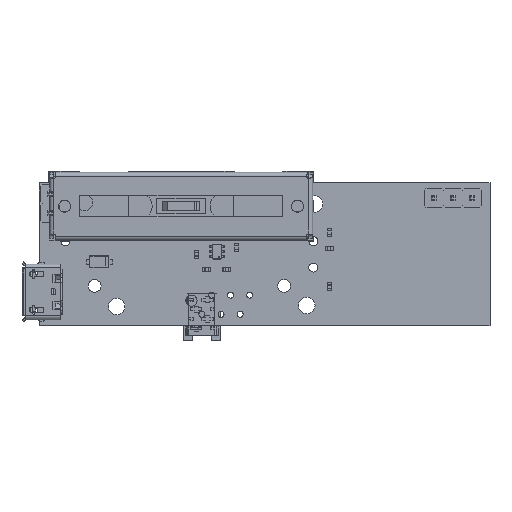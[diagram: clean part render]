
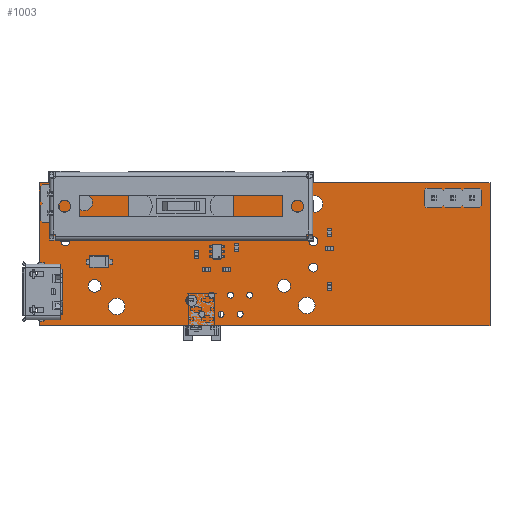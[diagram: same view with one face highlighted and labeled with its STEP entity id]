
A CAD part, top view. The second image highlights one B-rep face of the part: STEP entity #1003.
In plain terms, the highlighted planar face has unit normal (0, 0, 1).
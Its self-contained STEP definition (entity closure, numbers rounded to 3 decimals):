
#125 = VERTEX_POINT('',#126);
#126 = CARTESIAN_POINT('',(80.,-121.,0.));
#143 = VERTEX_POINT('',#144);
#144 = CARTESIAN_POINT('',(80.,-140.,0.));
#150 = EDGE_CURVE('',#125,#143,#151,.T.);
#151 = LINE('',#152,#153);
#152 = CARTESIAN_POINT('',(80.,-121.,0.));
#153 = VECTOR('',#154,1.);
#154 = DIRECTION('',(0.,-1.,0.));
#165 = VERTEX_POINT('',#166);
#166 = CARTESIAN_POINT('',(140.,-121.,0.));
#181 = EDGE_CURVE('',#165,#125,#182,.T.);
#182 = LINE('',#183,#184);
#183 = CARTESIAN_POINT('',(140.,-121.,0.));
#184 = VECTOR('',#185,1.);
#185 = DIRECTION('',(-1.,0.,0.));
#205 = VERTEX_POINT('',#206);
#206 = CARTESIAN_POINT('',(140.,-140.,0.));
#212 = EDGE_CURVE('',#143,#205,#213,.T.);
#213 = LINE('',#214,#215);
#214 = CARTESIAN_POINT('',(80.,-140.,0.));
#215 = VECTOR('',#216,1.);
#216 = DIRECTION('',(1.,0.,0.));
#234 = EDGE_CURVE('',#205,#165,#235,.T.);
#235 = LINE('',#236,#237);
#236 = CARTESIAN_POINT('',(140.,-140.,0.));
#237 = VECTOR('',#238,1.);
#238 = DIRECTION('',(0.,1.,0.));
#249 = VERTEX_POINT('',#250);
#250 = CARTESIAN_POINT('',(102.94,-135.52,0.));
#266 = EDGE_CURVE('',#249,#249,#267,.T.);
#267 = CIRCLE('',#268,0.4);
#268 = AXIS2_PLACEMENT_3D('',#269,#270,#271);
#269 = CARTESIAN_POINT('',(102.94,-135.92,0.));
#270 = DIRECTION('',(0.,0.,1.));
#271 = DIRECTION('',(0.,1.,-0.));
#282 = VERTEX_POINT('',#283);
#283 = CARTESIAN_POINT('',(101.67,-138.06,0.));
#299 = EDGE_CURVE('',#282,#282,#300,.T.);
#300 = CIRCLE('',#301,0.4);
#301 = AXIS2_PLACEMENT_3D('',#302,#303,#304);
#302 = CARTESIAN_POINT('',(101.67,-138.46,0.));
#303 = DIRECTION('',(0.,0.,1.));
#304 = DIRECTION('',(0.,1.,-0.));
#315 = VERTEX_POINT('',#316);
#316 = CARTESIAN_POINT('',(100.27,-135.91,0.));
#332 = EDGE_CURVE('',#315,#315,#333,.T.);
#333 = CIRCLE('',#334,0.75);
#334 = AXIS2_PLACEMENT_3D('',#335,#336,#337);
#335 = CARTESIAN_POINT('',(100.27,-136.66,0.));
#336 = DIRECTION('',(0.,0.,1.));
#337 = DIRECTION('',(0.,1.,-0.));
#348 = VERTEX_POINT('',#349);
#349 = CARTESIAN_POINT('',(108.02,-135.52,0.));
#365 = EDGE_CURVE('',#348,#348,#366,.T.);
#366 = CIRCLE('',#367,0.4);
#367 = AXIS2_PLACEMENT_3D('',#368,#369,#370);
#368 = CARTESIAN_POINT('',(108.02,-135.92,0.));
#369 = DIRECTION('',(0.,0.,1.));
#370 = DIRECTION('',(0.,1.,-0.));
#381 = VERTEX_POINT('',#382);
#382 = CARTESIAN_POINT('',(106.75,-138.06,0.));
#398 = EDGE_CURVE('',#381,#381,#399,.T.);
#399 = CIRCLE('',#400,0.4);
#400 = AXIS2_PLACEMENT_3D('',#401,#402,#403);
#401 = CARTESIAN_POINT('',(106.75,-138.46,0.));
#402 = DIRECTION('',(0.,0.,1.));
#403 = DIRECTION('',(0.,1.,-0.));
#414 = VERTEX_POINT('',#415);
#415 = CARTESIAN_POINT('',(105.48,-135.52,0.));
#431 = EDGE_CURVE('',#414,#414,#432,.T.);
#432 = CIRCLE('',#433,0.4);
#433 = AXIS2_PLACEMENT_3D('',#434,#435,#436);
#434 = CARTESIAN_POINT('',(105.48,-135.92,0.));
#435 = DIRECTION('',(0.,0.,1.));
#436 = DIRECTION('',(0.,1.,-0.));
#447 = VERTEX_POINT('',#448);
#448 = CARTESIAN_POINT('',(104.21,-138.06,0.));
#464 = EDGE_CURVE('',#447,#447,#465,.T.);
#465 = CIRCLE('',#466,0.4);
#466 = AXIS2_PLACEMENT_3D('',#467,#468,#469);
#467 = CARTESIAN_POINT('',(104.21,-138.46,0.));
#468 = DIRECTION('',(0.,0.,1.));
#469 = DIRECTION('',(0.,1.,-0.));
#480 = VERTEX_POINT('',#481);
#481 = CARTESIAN_POINT('',(81.,-125.,0.));
#497 = EDGE_CURVE('',#480,#480,#498,.T.);
#498 = CIRCLE('',#499,0.5);
#499 = AXIS2_PLACEMENT_3D('',#500,#501,#502);
#500 = CARTESIAN_POINT('',(81.5,-125.,0.));
#501 = DIRECTION('',(0.,0.,1.));
#502 = DIRECTION('',(-1.,0.,0.));
#513 = VERTEX_POINT('',#514);
#514 = CARTESIAN_POINT('',(87.75,-126.3,0.));
#530 = EDGE_CURVE('',#513,#513,#531,.T.);
#531 = CIRCLE('',#532,0.85);
#532 = AXIS2_PLACEMENT_3D('',#533,#534,#535);
#533 = CARTESIAN_POINT('',(88.6,-126.3,0.));
#534 = DIRECTION('',(0.,0.,1.));
#535 = DIRECTION('',(-1.,0.,0.));
#546 = VERTEX_POINT('',#547);
#547 = CARTESIAN_POINT('',(87.14,-123.6,0.));
#563 = EDGE_CURVE('',#546,#546,#564,.T.);
#564 = CIRCLE('',#565,1.1);
#565 = AXIS2_PLACEMENT_3D('',#566,#567,#568);
#566 = CARTESIAN_POINT('',(86.04,-123.6,0.));
#567 = DIRECTION('',(0.,0.,1.));
#568 = DIRECTION('',(1.,0.,-0.));
#579 = VERTEX_POINT('',#580);
#580 = CARTESIAN_POINT('',(86.55,-134.7,0.));
#596 = EDGE_CURVE('',#579,#579,#597,.T.);
#597 = CIRCLE('',#598,0.85);
#598 = AXIS2_PLACEMENT_3D('',#599,#600,#601);
#599 = CARTESIAN_POINT('',(87.4,-134.7,0.));
#600 = DIRECTION('',(0.,0.,1.));
#601 = DIRECTION('',(-1.,0.,0.));
#612 = VERTEX_POINT('',#613);
#613 = CARTESIAN_POINT('',(82.9,-128.75,0.));
#629 = EDGE_CURVE('',#612,#612,#630,.T.);
#630 = CIRCLE('',#631,0.6);
#631 = AXIS2_PLACEMENT_3D('',#632,#633,#634);
#632 = CARTESIAN_POINT('',(83.5,-128.75,0.));
#633 = DIRECTION('',(0.,0.,1.));
#634 = DIRECTION('',(-1.,0.,0.));
#645 = VERTEX_POINT('',#646);
#646 = CARTESIAN_POINT('',(91.43,-137.44,0.));
#662 = EDGE_CURVE('',#645,#645,#663,.T.);
#663 = CIRCLE('',#664,1.1);
#664 = AXIS2_PLACEMENT_3D('',#665,#666,#667);
#665 = CARTESIAN_POINT('',(90.33,-137.44,0.));
#666 = DIRECTION('',(0.,0.,1.));
#667 = DIRECTION('',(1.,0.,-0.));
#678 = VERTEX_POINT('',#679);
#679 = CARTESIAN_POINT('',(110.55,-126.3,0.));
#695 = EDGE_CURVE('',#678,#678,#696,.T.);
#696 = CIRCLE('',#697,0.85);
#697 = AXIS2_PLACEMENT_3D('',#698,#699,#700);
#698 = CARTESIAN_POINT('',(111.4,-126.3,0.));
#699 = DIRECTION('',(0.,0.,1.));
#700 = DIRECTION('',(-1.,0.,0.));
#711 = VERTEX_POINT('',#712);
#712 = CARTESIAN_POINT('',(111.75,-134.7,0.));
#728 = EDGE_CURVE('',#711,#711,#729,.T.);
#729 = CIRCLE('',#730,0.85);
#730 = AXIS2_PLACEMENT_3D('',#731,#732,#733);
#731 = CARTESIAN_POINT('',(112.6,-134.7,0.));
#732 = DIRECTION('',(0.,0.,1.));
#733 = DIRECTION('',(-1.,0.,0.));
#744 = VERTEX_POINT('',#745);
#745 = CARTESIAN_POINT('',(81.,-122.46,0.));
#761 = EDGE_CURVE('',#744,#744,#762,.T.);
#762 = CIRCLE('',#763,0.5);
#763 = AXIS2_PLACEMENT_3D('',#764,#765,#766);
#764 = CARTESIAN_POINT('',(81.5,-122.46,0.));
#765 = DIRECTION('',(0.,0.,1.));
#766 = DIRECTION('',(-1.,0.,0.));
#777 = VERTEX_POINT('',#778);
#778 = CARTESIAN_POINT('',(117.74,-123.8,0.));
#794 = EDGE_CURVE('',#777,#777,#795,.T.);
#795 = CIRCLE('',#796,1.1);
#796 = AXIS2_PLACEMENT_3D('',#797,#798,#799);
#797 = CARTESIAN_POINT('',(116.64,-123.8,0.));
#798 = DIRECTION('',(0.,0.,1.));
#799 = DIRECTION('',(1.,0.,-0.));
#810 = VERTEX_POINT('',#811);
#811 = CARTESIAN_POINT('',(115.9,-132.25,0.));
#827 = EDGE_CURVE('',#810,#810,#828,.T.);
#828 = CIRCLE('',#829,0.6);
#829 = AXIS2_PLACEMENT_3D('',#830,#831,#832);
#830 = CARTESIAN_POINT('',(116.5,-132.25,0.));
#831 = DIRECTION('',(0.,0.,1.));
#832 = DIRECTION('',(-1.,0.,0.));
#843 = VERTEX_POINT('',#844);
#844 = CARTESIAN_POINT('',(115.9,-128.75,0.));
#860 = EDGE_CURVE('',#843,#843,#861,.T.);
#861 = CIRCLE('',#862,0.6);
#862 = AXIS2_PLACEMENT_3D('',#863,#864,#865);
#863 = CARTESIAN_POINT('',(116.5,-128.75,0.));
#864 = DIRECTION('',(0.,0.,1.));
#865 = DIRECTION('',(-1.,0.,0.));
#876 = VERTEX_POINT('',#877);
#877 = CARTESIAN_POINT('',(116.72,-137.31,0.));
#893 = EDGE_CURVE('',#876,#876,#894,.T.);
#894 = CIRCLE('',#895,1.1);
#895 = AXIS2_PLACEMENT_3D('',#896,#897,#898);
#896 = CARTESIAN_POINT('',(115.62,-137.31,0.));
#897 = DIRECTION('',(0.,0.,1.));
#898 = DIRECTION('',(1.,0.,-0.));
#909 = VERTEX_POINT('',#910);
#910 = CARTESIAN_POINT('',(132.5,-122.5,0.));
#926 = EDGE_CURVE('',#909,#909,#927,.T.);
#927 = CIRCLE('',#928,0.5);
#928 = AXIS2_PLACEMENT_3D('',#929,#930,#931);
#929 = CARTESIAN_POINT('',(132.5,-123.,0.));
#930 = DIRECTION('',(0.,0.,1.));
#931 = DIRECTION('',(0.,1.,-0.));
#942 = VERTEX_POINT('',#943);
#943 = CARTESIAN_POINT('',(137.58,-122.5,0.));
#959 = EDGE_CURVE('',#942,#942,#960,.T.);
#960 = CIRCLE('',#961,0.5);
#961 = AXIS2_PLACEMENT_3D('',#962,#963,#964);
#962 = CARTESIAN_POINT('',(137.58,-123.,0.));
#963 = DIRECTION('',(0.,0.,1.));
#964 = DIRECTION('',(0.,1.,-0.));
#975 = VERTEX_POINT('',#976);
#976 = CARTESIAN_POINT('',(135.04,-122.5,0.));
#992 = EDGE_CURVE('',#975,#975,#993,.T.);
#993 = CIRCLE('',#994,0.5);
#994 = AXIS2_PLACEMENT_3D('',#995,#996,#997);
#995 = CARTESIAN_POINT('',(135.04,-123.,0.));
#996 = DIRECTION('',(0.,0.,1.));
#997 = DIRECTION('',(0.,1.,-0.));
#1003 = ADVANCED_FACE('',(#1004,#1010,#1013,#1016,#1019,#1022,#1025,
    #1028,#1031,#1034,#1037,#1040,#1043,#1046,#1049,#1052,#1055,#1058,
    #1061,#1064,#1067,#1070,#1073,#1076),#1079,.T.);
#1004 = FACE_BOUND('',#1005,.T.);
#1005 = EDGE_LOOP('',(#1006,#1007,#1008,#1009));
#1006 = ORIENTED_EDGE('',*,*,#150,.T.);
#1007 = ORIENTED_EDGE('',*,*,#212,.T.);
#1008 = ORIENTED_EDGE('',*,*,#234,.T.);
#1009 = ORIENTED_EDGE('',*,*,#181,.T.);
#1010 = FACE_BOUND('',#1011,.T.);
#1011 = EDGE_LOOP('',(#1012));
#1012 = ORIENTED_EDGE('',*,*,#266,.F.);
#1013 = FACE_BOUND('',#1014,.T.);
#1014 = EDGE_LOOP('',(#1015));
#1015 = ORIENTED_EDGE('',*,*,#299,.F.);
#1016 = FACE_BOUND('',#1017,.T.);
#1017 = EDGE_LOOP('',(#1018));
#1018 = ORIENTED_EDGE('',*,*,#332,.F.);
#1019 = FACE_BOUND('',#1020,.T.);
#1020 = EDGE_LOOP('',(#1021));
#1021 = ORIENTED_EDGE('',*,*,#365,.F.);
#1022 = FACE_BOUND('',#1023,.T.);
#1023 = EDGE_LOOP('',(#1024));
#1024 = ORIENTED_EDGE('',*,*,#398,.F.);
#1025 = FACE_BOUND('',#1026,.T.);
#1026 = EDGE_LOOP('',(#1027));
#1027 = ORIENTED_EDGE('',*,*,#431,.F.);
#1028 = FACE_BOUND('',#1029,.T.);
#1029 = EDGE_LOOP('',(#1030));
#1030 = ORIENTED_EDGE('',*,*,#464,.F.);
#1031 = FACE_BOUND('',#1032,.T.);
#1032 = EDGE_LOOP('',(#1033));
#1033 = ORIENTED_EDGE('',*,*,#497,.F.);
#1034 = FACE_BOUND('',#1035,.T.);
#1035 = EDGE_LOOP('',(#1036));
#1036 = ORIENTED_EDGE('',*,*,#530,.F.);
#1037 = FACE_BOUND('',#1038,.T.);
#1038 = EDGE_LOOP('',(#1039));
#1039 = ORIENTED_EDGE('',*,*,#563,.F.);
#1040 = FACE_BOUND('',#1041,.T.);
#1041 = EDGE_LOOP('',(#1042));
#1042 = ORIENTED_EDGE('',*,*,#596,.F.);
#1043 = FACE_BOUND('',#1044,.T.);
#1044 = EDGE_LOOP('',(#1045));
#1045 = ORIENTED_EDGE('',*,*,#629,.F.);
#1046 = FACE_BOUND('',#1047,.T.);
#1047 = EDGE_LOOP('',(#1048));
#1048 = ORIENTED_EDGE('',*,*,#662,.F.);
#1049 = FACE_BOUND('',#1050,.T.);
#1050 = EDGE_LOOP('',(#1051));
#1051 = ORIENTED_EDGE('',*,*,#695,.F.);
#1052 = FACE_BOUND('',#1053,.T.);
#1053 = EDGE_LOOP('',(#1054));
#1054 = ORIENTED_EDGE('',*,*,#728,.F.);
#1055 = FACE_BOUND('',#1056,.T.);
#1056 = EDGE_LOOP('',(#1057));
#1057 = ORIENTED_EDGE('',*,*,#761,.F.);
#1058 = FACE_BOUND('',#1059,.T.);
#1059 = EDGE_LOOP('',(#1060));
#1060 = ORIENTED_EDGE('',*,*,#794,.F.);
#1061 = FACE_BOUND('',#1062,.T.);
#1062 = EDGE_LOOP('',(#1063));
#1063 = ORIENTED_EDGE('',*,*,#827,.F.);
#1064 = FACE_BOUND('',#1065,.T.);
#1065 = EDGE_LOOP('',(#1066));
#1066 = ORIENTED_EDGE('',*,*,#860,.F.);
#1067 = FACE_BOUND('',#1068,.T.);
#1068 = EDGE_LOOP('',(#1069));
#1069 = ORIENTED_EDGE('',*,*,#893,.F.);
#1070 = FACE_BOUND('',#1071,.T.);
#1071 = EDGE_LOOP('',(#1072));
#1072 = ORIENTED_EDGE('',*,*,#926,.F.);
#1073 = FACE_BOUND('',#1074,.T.);
#1074 = EDGE_LOOP('',(#1075));
#1075 = ORIENTED_EDGE('',*,*,#959,.F.);
#1076 = FACE_BOUND('',#1077,.T.);
#1077 = EDGE_LOOP('',(#1078));
#1078 = ORIENTED_EDGE('',*,*,#992,.F.);
#1079 = PLANE('',#1080);
#1080 = AXIS2_PLACEMENT_3D('',#1081,#1082,#1083);
#1081 = CARTESIAN_POINT('',(110.,-130.5,0.));
#1082 = DIRECTION('',(0.,0.,1.));
#1083 = DIRECTION('',(1.,0.,-0.));
